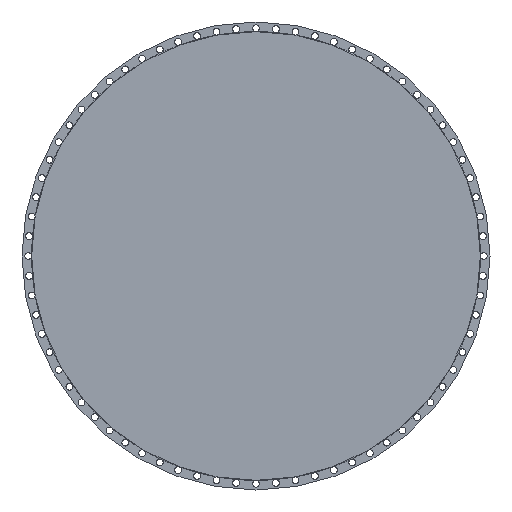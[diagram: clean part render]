
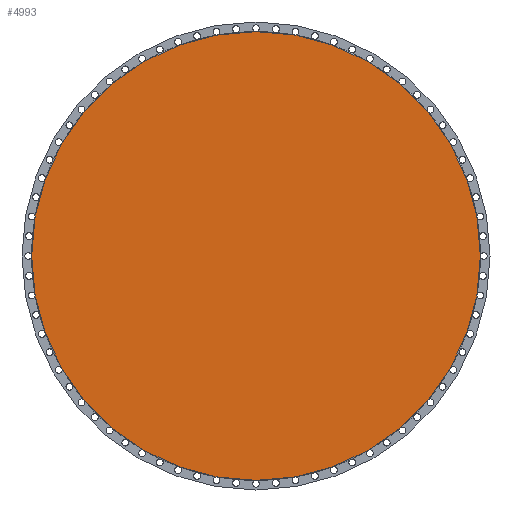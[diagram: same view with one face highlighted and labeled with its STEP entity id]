
A CAD part, left-side view. The second image highlights one B-rep face of the part: STEP entity #4993.
In plain terms, the highlighted planar face has unit normal (-1, 0, 0).
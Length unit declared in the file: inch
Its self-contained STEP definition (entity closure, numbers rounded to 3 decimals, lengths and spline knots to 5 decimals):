
#285 = DIRECTION ( 'NONE',  ( 0., 0., 1. ) ) ;
#628 = VERTEX_POINT ( 'NONE', #731 ) ;
#731 = CARTESIAN_POINT ( 'NONE',  ( 0., 0., -45.0625 ) ) ;
#813 = CARTESIAN_POINT ( 'NONE',  ( 0., 0., 0. ) ) ;
#928 = DIRECTION ( 'NONE',  ( 0., 0., 1. ) ) ;
#1263 = CARTESIAN_POINT ( 'NONE',  ( 0., 0., 0. ) ) ;
#1896 = CIRCLE ( 'NONE', #3299, 45.0625 ) ;
#2351 = FACE_OUTER_BOUND ( 'NONE', #6421, .T. ) ;
#2892 = ORIENTED_EDGE ( 'NONE', *, *, #5861, .T. ) ;
#3299 = AXIS2_PLACEMENT_3D ( 'NONE', #1263, #5456, #285 ) ;
#3305 = DIRECTION ( 'NONE',  ( 0., 0., 1. ) ) ;
#3477 = ORIENTED_EDGE ( 'NONE', *, *, #4532, .T. ) ;
#4214 = CARTESIAN_POINT ( 'NONE',  ( 0., 0., 45.0625 ) ) ;
#4425 = DIRECTION ( 'NONE',  ( -1., 0., 0. ) ) ;
#4458 = VERTEX_POINT ( 'NONE', #4214 ) ;
#4532 = EDGE_CURVE ( 'NONE', #4458, #628, #1896, .T. ) ;
#4760 = CIRCLE ( 'NONE', #5414, 45.0625 ) ;
#4993 = ADVANCED_FACE ( 'NONE', ( #2351 ), #5886, .T. ) ;
#5050 = CARTESIAN_POINT ( 'NONE',  ( 0., 0., 0. ) ) ;
#5414 = AXIS2_PLACEMENT_3D ( 'NONE', #5050, #6569, #928 ) ;
#5456 = DIRECTION ( 'NONE',  ( -1., 0., 0. ) ) ;
#5861 = EDGE_CURVE ( 'NONE', #628, #4458, #4760, .T. ) ;
#5886 = PLANE ( 'NONE',  #6477 ) ;
#6421 = EDGE_LOOP ( 'NONE', ( #3477, #2892 ) ) ;
#6477 = AXIS2_PLACEMENT_3D ( 'NONE', #813, #4425, #3305 ) ;
#6569 = DIRECTION ( 'NONE',  ( -1., 0., 0. ) ) ;
